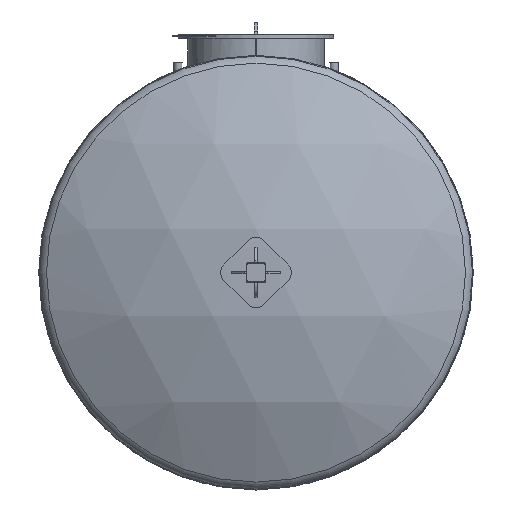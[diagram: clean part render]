
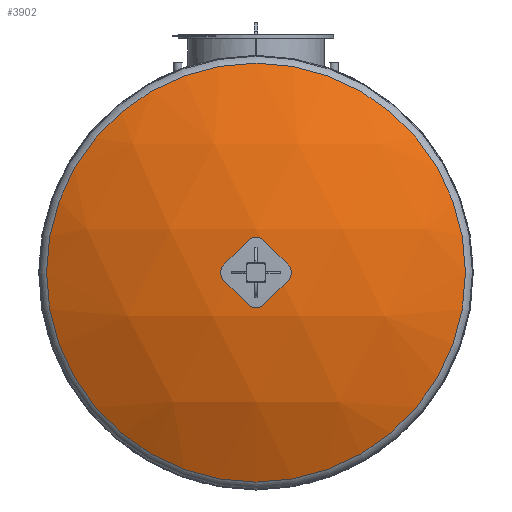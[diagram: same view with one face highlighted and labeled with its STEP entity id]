
A CAD part, left-side view. The second image highlights one B-rep face of the part: STEP entity #3902.
In plain terms, the highlighted spherical face has radius 2011 mm.
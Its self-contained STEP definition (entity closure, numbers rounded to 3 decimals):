
#27=SPHERICAL_SURFACE('',#4327,2011.);
#1069=FACE_OUTER_BOUND('',#1288,.T.);
#1288=EDGE_LOOP('',(#3089));
#1459=CIRCLE('',#4325,967.72);
#1771=VERTEX_POINT('',#7070);
#2290=EDGE_CURVE('',#1771,#1771,#1459,.T.);
#3089=ORIENTED_EDGE('',*,*,#2290,.T.);
#3902=ADVANCED_FACE('',(#1069),#27,.T.);
#4325=AXIS2_PLACEMENT_3D('',#7071,#5199,#5200);
#4327=AXIS2_PLACEMENT_3D('',#7073,#5203,#5204);
#5199=DIRECTION('center_axis',(-1.,0.,0.));
#5200=DIRECTION('ref_axis',(0.,-1.,0.));
#5203=DIRECTION('center_axis',(0.,0.,1.));
#5204=DIRECTION('ref_axis',(0.,-1.,0.));
#7070=CARTESIAN_POINT('',(-86.804,0.,967.72));
#7071=CARTESIAN_POINT('Origin',(-86.804,0.,
0.));
#7073=CARTESIAN_POINT('Origin',(1676.046,0.,
0.));
